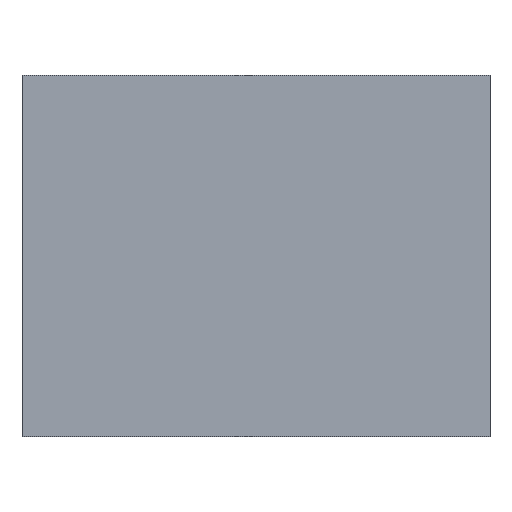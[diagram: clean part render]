
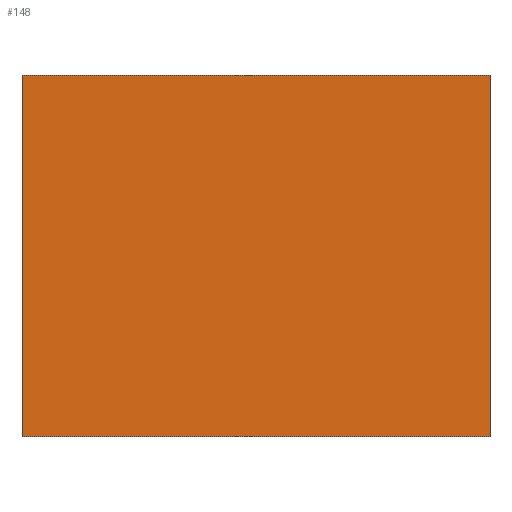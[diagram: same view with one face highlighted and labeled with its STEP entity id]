
A CAD part, top view. The second image highlights one B-rep face of the part: STEP entity #148.
In plain terms, the highlighted planar face has unit normal (0, 0, 1).
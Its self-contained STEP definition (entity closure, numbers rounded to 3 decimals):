
#148 = ADVANCED_FACE( '', ( #252 ), #253, .F. );
#252 = FACE_OUTER_BOUND( '', #333, .T. );
#253 = PLANE( '', #334 );
#333 = EDGE_LOOP( '', ( #435, #436, #437, #438 ) );
#334 = AXIS2_PLACEMENT_3D( '', #439, #440, #441 );
#435 = ORIENTED_EDGE( '', *, *, #536, .T. );
#436 = ORIENTED_EDGE( '', *, *, #521, .F. );
#437 = ORIENTED_EDGE( '', *, *, #543, .F. );
#438 = ORIENTED_EDGE( '', *, *, #533, .T. );
#439 = CARTESIAN_POINT( '', ( 1.75, -1.35, 0.675 ) );
#440 = DIRECTION( '', ( 0., 0., -1. ) );
#441 = DIRECTION( '', ( -1., 0., 0. ) );
#521 = EDGE_CURVE( '', #583, #581, #585, .T. );
#533 = EDGE_CURVE( '', #604, #602, #605, .T. );
#536 = EDGE_CURVE( '', #602, #581, #608, .T. );
#543 = EDGE_CURVE( '', #604, #583, #619, .T. );
#581 = VERTEX_POINT( '', #667 );
#583 = VERTEX_POINT( '', #670 );
#585 = LINE( '', #673, #674 );
#602 = VERTEX_POINT( '', #698 );
#604 = VERTEX_POINT( '', #701 );
#605 = LINE( '', #702, #703 );
#608 = LINE( '', #707, #708 );
#619 = LINE( '', #723, #724 );
#667 = CARTESIAN_POINT( '', ( -1.75, 1.35, 0.675 ) );
#670 = CARTESIAN_POINT( '', ( -1.75, -1.35, 0.675 ) );
#673 = CARTESIAN_POINT( '', ( -1.75, -1.35, 0.675 ) );
#674 = VECTOR( '', #764, 1000. );
#698 = CARTESIAN_POINT( '', ( 1.75, 1.35, 0.675 ) );
#701 = CARTESIAN_POINT( '', ( 1.75, -1.35, 0.675 ) );
#702 = CARTESIAN_POINT( '', ( 1.75, -1.35, 0.675 ) );
#703 = VECTOR( '', #773, 1000. );
#707 = CARTESIAN_POINT( '', ( 1.75, 1.35, 0.675 ) );
#708 = VECTOR( '', #775, 1000. );
#723 = CARTESIAN_POINT( '', ( 1.75, -1.35, 0.675 ) );
#724 = VECTOR( '', #780, 1000. );
#764 = DIRECTION( '', ( 0., 1., 0. ) );
#773 = DIRECTION( '', ( 0., 1., 0. ) );
#775 = DIRECTION( '', ( -1., 0., 0. ) );
#780 = DIRECTION( '', ( -1., 0., 0. ) );
